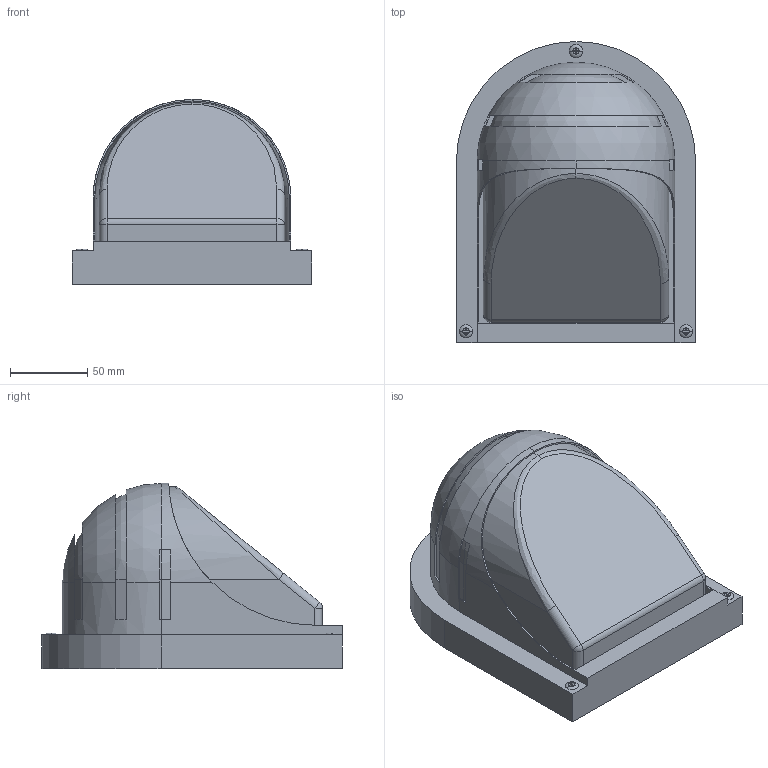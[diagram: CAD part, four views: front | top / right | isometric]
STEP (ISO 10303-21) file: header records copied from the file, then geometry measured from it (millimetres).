
FILE_DESCRIPTION (( 'STEP AP214' ), '1' );
FILE_NAME ('LNPP0-2501-1-060-K02 Ñâåòèëüíèê ÍÏÏ2501 ÷åðíûé_ðåñíè÷êà 60Âò IP54 ÈÝÊ.STEP', '2017-06-23T07:52:37', ( '' ), ( '' ), 'SwSTEP 2.0', 'SolidWorks 2014', '' );
FILE_SCHEMA (( 'AUTOMOTIVE_DESIGN' ));
Length unit declared in the file: millimetre
Products named in the file (1): LNPP0-2501-1-060-K02 Ñâåòèëüíèê ÍÏÏ2501 ÷åðíûé_ðåñíè÷êà 60Âò IP54 ÈÝÊ
Bounding box: 155 x 195 x 120 mm (x, y, z)
Volume: 1717249.3 mm3; surface area: 147637.6 mm2
Topology: 1 solids, 1 shells, 143 faces, 407 edges, 264 vertices
Faces by surface type: plane 93, cylinder 27, torus 12, sphere 9, bspline 2
Entity records: 5044 total; most frequent: CARTESIAN_POINT 1308, ORIENTED_EDGE 798, DIRECTION 762, EDGE_CURVE 399, AXIS2_PLACEMENT_3D 271, VERTEX_POINT 261, VECTOR 220, LINE 220
